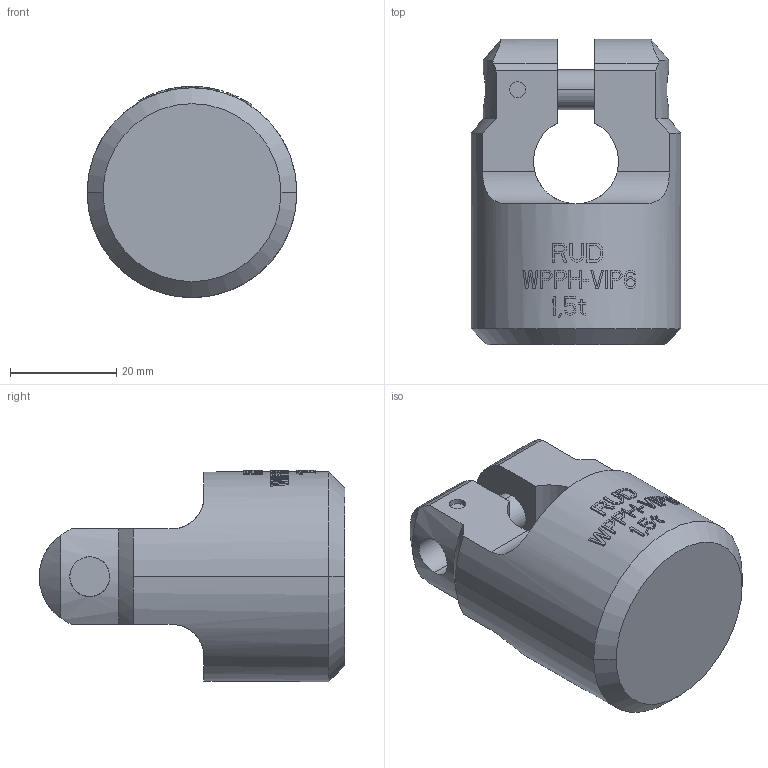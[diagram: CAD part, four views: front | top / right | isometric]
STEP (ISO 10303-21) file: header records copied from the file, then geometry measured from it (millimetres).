
FILE_DESCRIPTION((''),'2;1');
FILE_NAME('001-M31441-P03','2004-10-11T',('Haas'),(''),'PRO/ENGINEER BY PARAMETRIC TECHNOLOGY CORPORATION, 2003450','PRO/ENGINEER BY PARAMETRIC TECHNOLOGY CORPORATION, 2003450','');
FILE_SCHEMA(('CONFIG_CONTROL_DESIGN'));
Length unit declared in the file: millimetre
Products named in the file (1): 001-M31441-P03
Bounding box: 39.5 x 57.5 x 39.75 mm (x, y, z)
Volume: 45558.7 mm3; surface area: 9228.8 mm2
Topology: 1 solids, 1 shells, 386 faces, 1070 edges, 712 vertices
Faces by surface type: plane 337, cylinder 43, cone 6
Entity records: 12450 total; most frequent: CARTESIAN_POINT 3152, ORIENTED_EDGE 2140, DIRECTION 1612, EDGE_CURVE 1070, VERTEX_POINT 712, AXIS2_PLACEMENT_3D 564, VECTOR 484, LINE 484
